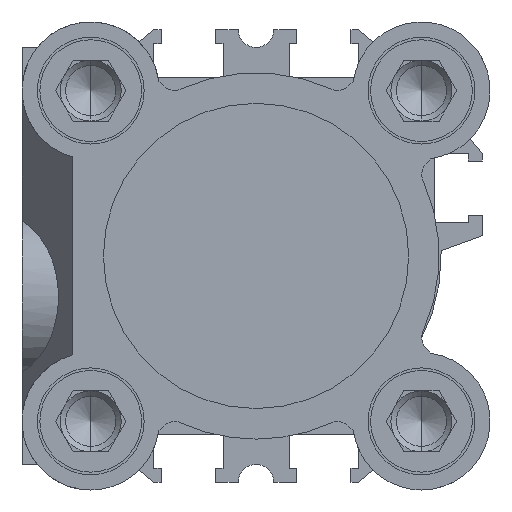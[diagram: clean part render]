
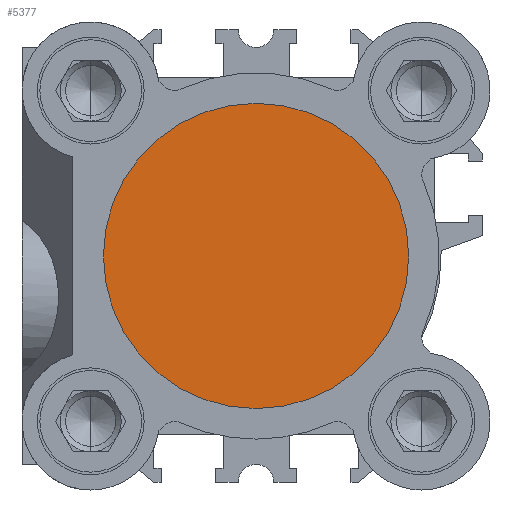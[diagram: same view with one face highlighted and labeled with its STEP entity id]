
A CAD part, left-side view. The second image highlights one B-rep face of the part: STEP entity #5377.
In plain terms, the highlighted face is planar.
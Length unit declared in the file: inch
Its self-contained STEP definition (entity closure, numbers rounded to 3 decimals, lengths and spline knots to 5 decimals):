
#468 = ORIENTED_EDGE ( 'NONE', *, *, #3004, .F. ) ;
#1985 = FACE_OUTER_BOUND ( 'NONE', #3488, .T. ) ;
#2596 = DIRECTION ( 'NONE',  ( -1., 0., 0. ) ) ;
#3004 = EDGE_CURVE ( 'NONE', #11158, #3640, #9082, .T. ) ;
#3269 = AXIS2_PLACEMENT_3D ( 'NONE', #8407, #2596, #9397 ) ;
#3306 = CIRCLE ( 'NONE', #3269, 0.59055 ) ;
#3488 = EDGE_LOOP ( 'NONE', ( #468, #4573 ) ) ;
#3640 = VERTEX_POINT ( 'NONE', #3787 ) ;
#3787 = CARTESIAN_POINT ( 'NONE',  ( 0.15748, 0., -0.59055 ) ) ;
#3860 = PLANE ( 'NONE',  #10278 ) ;
#4556 = AXIS2_PLACEMENT_3D ( 'NONE', #4880, #11688, #5834 ) ;
#4573 = ORIENTED_EDGE ( 'NONE', *, *, #7980, .F. ) ;
#4652 = CARTESIAN_POINT ( 'NONE',  ( 0.15748, 0., 0.59055 ) ) ;
#4846 = DIRECTION ( 'NONE',  ( 0., 0., 1. ) ) ;
#4880 = CARTESIAN_POINT ( 'NONE',  ( 0.15748, 0., 0. ) ) ;
#5377 = ADVANCED_FACE ( 'NONE', ( #1985 ), #3860, .F. ) ;
#5765 = CARTESIAN_POINT ( 'NONE',  ( 0.15748, 0.59055, 0. ) ) ;
#5834 = DIRECTION ( 'NONE',  ( 0., 0., 1. ) ) ;
#7980 = EDGE_CURVE ( 'NONE', #3640, #11158, #3306, .T. ) ;
#8407 = CARTESIAN_POINT ( 'NONE',  ( 0.15748, 0., 0. ) ) ;
#9082 = CIRCLE ( 'NONE', #4556, 0.59055 ) ;
#9397 = DIRECTION ( 'NONE',  ( 0., 0., 1. ) ) ;
#10278 = AXIS2_PLACEMENT_3D ( 'NONE', #5765, #10684, #4846 ) ;
#10684 = DIRECTION ( 'NONE',  ( -1., 0., 0. ) ) ;
#11158 = VERTEX_POINT ( 'NONE', #4652 ) ;
#11688 = DIRECTION ( 'NONE',  ( -1., 0., 0. ) ) ;
